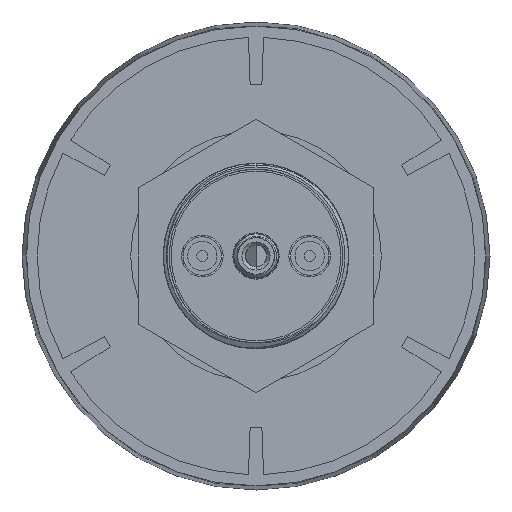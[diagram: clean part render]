
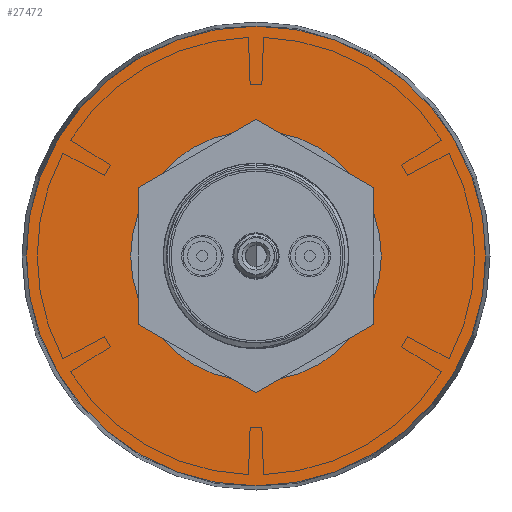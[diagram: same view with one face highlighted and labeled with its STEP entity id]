
A CAD part, front view. The second image highlights one B-rep face of the part: STEP entity #27472.
In plain terms, the highlighted planar face has unit normal (0, -1, 0).
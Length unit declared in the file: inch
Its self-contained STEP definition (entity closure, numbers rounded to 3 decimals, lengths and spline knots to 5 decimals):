
#435 = CARTESIAN_POINT ( 'NONE',  ( 0., 0.68317, 0. ) ) ;
#852 = PLANE ( 'NONE',  #8283 ) ;
#876 = CARTESIAN_POINT ( 'NONE',  ( 0.975, 0.68317, 0. ) ) ;
#1067 = AXIS2_PLACEMENT_3D ( 'NONE', #18721, #4760, #21087 ) ;
#1927 = DIRECTION ( 'NONE',  ( 0., 1., 0. ) ) ;
#2574 = ORIENTED_EDGE ( 'NONE', *, *, #27711, .F. ) ;
#2770 = DIRECTION ( 'NONE',  ( -1., 0., 0. ) ) ;
#3832 = VERTEX_POINT ( 'NONE', #24022 ) ;
#4468 = EDGE_CURVE ( 'NONE', #20538, #8722, #21598, .T. ) ;
#4499 = AXIS2_PLACEMENT_3D ( 'NONE', #15908, #1927, #18257 ) ;
#4753 = CIRCLE ( 'NONE', #5232, 0.975 ) ;
#4760 = DIRECTION ( 'NONE',  ( 0., -1., 0. ) ) ;
#4819 = ORIENTED_EDGE ( 'NONE', *, *, #25417, .F. ) ;
#5232 = AXIS2_PLACEMENT_3D ( 'NONE', #25988, #12020, #28334 ) ;
#5312 = FACE_BOUND ( 'NONE', #28017, .T. ) ;
#6771 = CARTESIAN_POINT ( 'NONE',  ( -0.409, 0.68317, 0. ) ) ;
#8283 = AXIS2_PLACEMENT_3D ( 'NONE', #10276, #26558, #12580 ) ;
#8722 = VERTEX_POINT ( 'NONE', #6771 ) ;
#8848 = EDGE_LOOP ( 'NONE', ( #2574, #4819 ) ) ;
#8986 = CIRCLE ( 'NONE', #13513, 0.409 ) ;
#9240 = VERTEX_POINT ( 'NONE', #876 ) ;
#10276 = CARTESIAN_POINT ( 'NONE',  ( 0., 0.68317, 0. ) ) ;
#12020 = DIRECTION ( 'NONE',  ( 0., 1., 0. ) ) ;
#12580 = DIRECTION ( 'NONE',  ( 1., 0., 0. ) ) ;
#13513 = AXIS2_PLACEMENT_3D ( 'NONE', #435, #16754, #2770 ) ;
#15908 = CARTESIAN_POINT ( 'NONE',  ( 0., 0.68317, 0. ) ) ;
#16600 = CARTESIAN_POINT ( 'NONE',  ( 0.409, 0.68317, 0. ) ) ;
#16754 = DIRECTION ( 'NONE',  ( 0., -1., 0. ) ) ;
#18257 = DIRECTION ( 'NONE',  ( 1., 0., 0. ) ) ;
#18721 = CARTESIAN_POINT ( 'NONE',  ( 0., 0.68317, 0. ) ) ;
#20538 = VERTEX_POINT ( 'NONE', #16600 ) ;
#20769 = ORIENTED_EDGE ( 'NONE', *, *, #4468, .F. ) ;
#21087 = DIRECTION ( 'NONE',  ( -1., 0., 0. ) ) ;
#21598 = CIRCLE ( 'NONE', #1067, 0.409 ) ;
#24022 = CARTESIAN_POINT ( 'NONE',  ( -0.975, 0.68317, 0. ) ) ;
#24269 = ORIENTED_EDGE ( 'NONE', *, *, #27344, .F. ) ;
#25345 = CIRCLE ( 'NONE', #4499, 0.975 ) ;
#25417 = EDGE_CURVE ( 'NONE', #3832, #9240, #4753, .T. ) ;
#25988 = CARTESIAN_POINT ( 'NONE',  ( 0., 0.68317, 0. ) ) ;
#26558 = DIRECTION ( 'NONE',  ( 0., 1., 0. ) ) ;
#27344 = EDGE_CURVE ( 'NONE', #8722, #20538, #8986, .T. ) ;
#27472 = ADVANCED_FACE ( 'NONE', ( #5312, #29438 ), #852, .F. ) ;
#27711 = EDGE_CURVE ( 'NONE', #9240, #3832, #25345, .T. ) ;
#28017 = EDGE_LOOP ( 'NONE', ( #24269, #20769 ) ) ;
#28334 = DIRECTION ( 'NONE',  ( 1., 0., 0. ) ) ;
#29438 = FACE_OUTER_BOUND ( 'NONE', #8848, .T. ) ;
